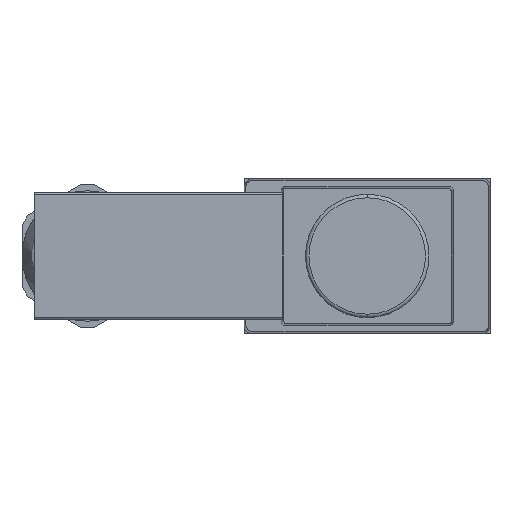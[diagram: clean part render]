
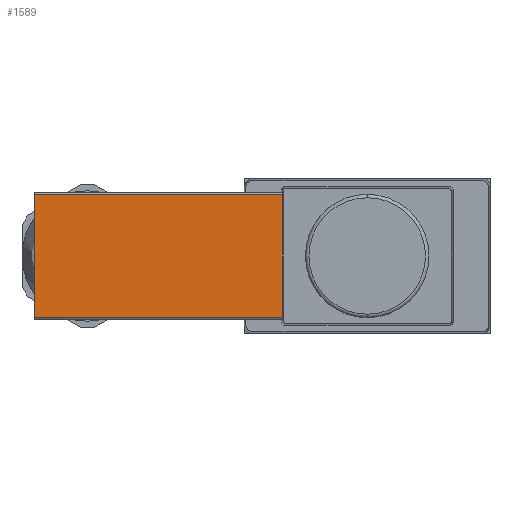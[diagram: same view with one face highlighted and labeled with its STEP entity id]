
A CAD part, left-side view. The second image highlights one B-rep face of the part: STEP entity #1589.
In plain terms, the highlighted planar face has unit normal (-1, 0, 0).
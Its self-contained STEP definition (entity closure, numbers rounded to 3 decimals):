
#511 = VERTEX_POINT ( 'NONE', #6238 ) ;
#560 = DIRECTION ( 'NONE',  ( 0., 0., -1. ) ) ;
#768 = EDGE_CURVE ( 'NONE', #6788, #4619, #4571, .T. ) ;
#797 = AXIS2_PLACEMENT_3D ( 'NONE', #5914, #3304, #7008 ) ;
#946 = DIRECTION ( 'NONE',  ( 0., -1., 0. ) ) ;
#966 = CARTESIAN_POINT ( 'NONE',  ( -86.94, -500000., 8.75 ) ) ;
#1048 = VERTEX_POINT ( 'NONE', #1289 ) ;
#1083 = EDGE_CURVE ( 'NONE', #511, #1048, #3643, .T. ) ;
#1289 = CARTESIAN_POINT ( 'NONE',  ( -86.94, 12.004, 8.75 ) ) ;
#1589 = ADVANCED_FACE ( 'NONE', ( #6870 ), #1631, .T. ) ;
#1631 = PLANE ( 'NONE',  #797 ) ;
#2227 = ORIENTED_EDGE ( 'NONE', *, *, #1083, .F. ) ;
#2984 = CARTESIAN_POINT ( 'NONE',  ( -86.94, 47.35, 9.05 ) ) ;
#3304 = DIRECTION ( 'NONE',  ( -1., 0., 0. ) ) ;
#3643 = LINE ( 'NONE', #966, #6621 ) ;
#4007 = DIRECTION ( 'NONE',  ( 0., 1., 0. ) ) ;
#4148 = CARTESIAN_POINT ( 'NONE',  ( -86.94, -500000., -8.75 ) ) ;
#4150 = VECTOR ( 'NONE', #560, 1000. ) ;
#4296 = EDGE_LOOP ( 'NONE', ( #5851, #2227, #4912, #6868 ) ) ;
#4409 = VECTOR ( 'NONE', #4007, 1000. ) ;
#4571 = LINE ( 'NONE', #4148, #4409 ) ;
#4619 = VERTEX_POINT ( 'NONE', #6763 ) ;
#4912 = ORIENTED_EDGE ( 'NONE', *, *, #6859, .T. ) ;
#4968 = CARTESIAN_POINT ( 'NONE',  ( -86.94, 12.004, 9.05 ) ) ;
#5023 = CARTESIAN_POINT ( 'NONE',  ( -86.94, 12.004, -8.75 ) ) ;
#5542 = LINE ( 'NONE', #4968, #4150 ) ;
#5788 = VECTOR ( 'NONE', #6700, 1000. ) ;
#5832 = EDGE_CURVE ( 'NONE', #1048, #6788, #5542, .T. ) ;
#5851 = ORIENTED_EDGE ( 'NONE', *, *, #5832, .F. ) ;
#5914 = CARTESIAN_POINT ( 'NONE',  ( -86.94, -500000., 9.05 ) ) ;
#6238 = CARTESIAN_POINT ( 'NONE',  ( -86.94, 47.35, 8.75 ) ) ;
#6621 = VECTOR ( 'NONE', #946, 1000. ) ;
#6700 = DIRECTION ( 'NONE',  ( 0., 0., -1. ) ) ;
#6763 = CARTESIAN_POINT ( 'NONE',  ( -86.94, 47.35, -8.75 ) ) ;
#6788 = VERTEX_POINT ( 'NONE', #5023 ) ;
#6859 = EDGE_CURVE ( 'NONE', #511, #4619, #7039, .T. ) ;
#6868 = ORIENTED_EDGE ( 'NONE', *, *, #768, .F. ) ;
#6870 = FACE_OUTER_BOUND ( 'NONE', #4296, .T. ) ;
#7008 = DIRECTION ( 'NONE',  ( 0., 1., 0. ) ) ;
#7039 = LINE ( 'NONE', #2984, #5788 ) ;
